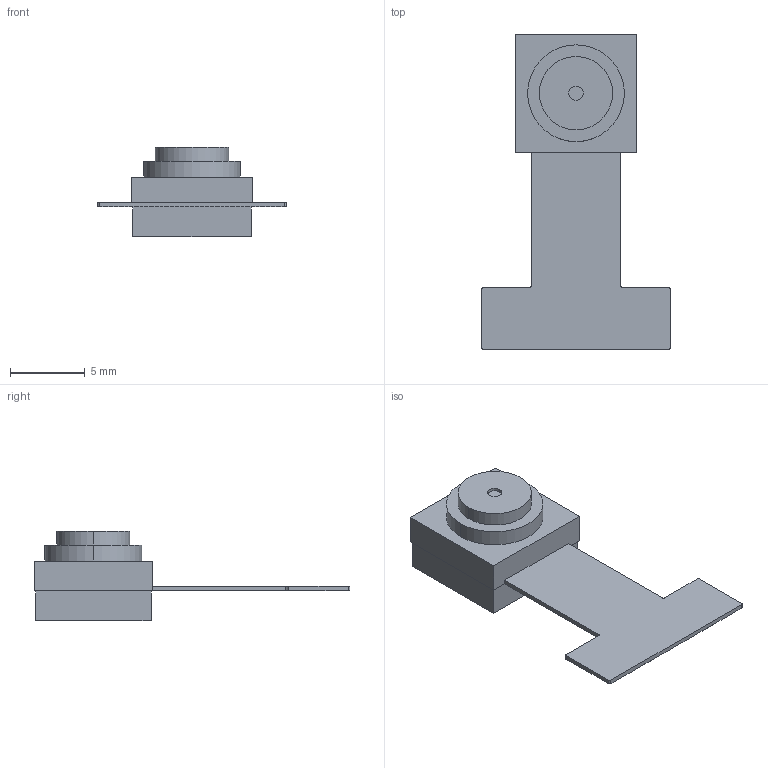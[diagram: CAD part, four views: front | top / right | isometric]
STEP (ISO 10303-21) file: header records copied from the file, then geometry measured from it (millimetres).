
FILE_DESCRIPTION (( 'STEP AP214' ), '1' );
FILE_NAME ('Camera.STEP', '2016-09-28T20:27:56', ( '' ), ( '' ), 'SwSTEP 2.0', 'SolidWorks 2015', '' );
FILE_SCHEMA (( 'AUTOMOTIVE_DESIGN' ));
Length unit declared in the file: millimetre
Products named in the file (1): Camera
Bounding box: 12.58 x 21.12 x 6 mm (x, y, z)
Volume: 334.8 mm3; surface area: 518.3 mm2
Topology: 1 solids, 1 shells, 132 faces, 378 edges, 252 vertices
Faces by surface type: plane 120, cylinder 12
Entity records: 4665 total; most frequent: CARTESIAN_POINT 763, ORIENTED_EDGE 756, DIRECTION 668, EDGE_CURVE 378, LINE 354, VECTOR 354, VERTEX_POINT 252, AXIS2_PLACEMENT_3D 157
